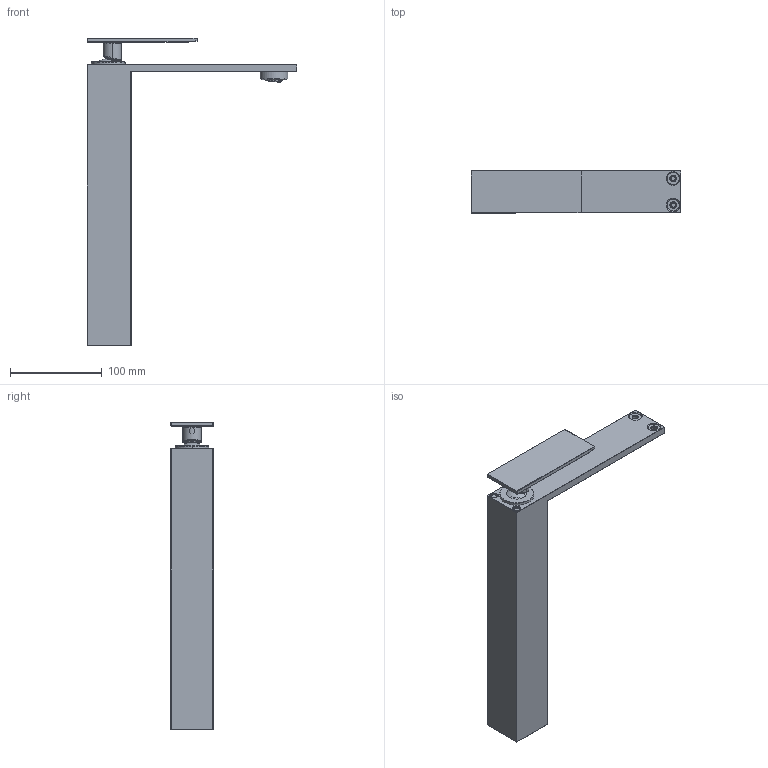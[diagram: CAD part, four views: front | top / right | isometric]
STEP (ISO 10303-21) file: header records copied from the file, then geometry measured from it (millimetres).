
FILE_DESCRIPTION(/* description */ ('AP214 STEP file'),/* implementation_level */ '2;1');
FILE_NAME(/* name */ '1047440000_out.stp',/* time_stamp */ '2024-12-19T09:27:39+01:00',/* author */ (''),/* organization */ (''),/* preprocessor_version */ 'ST-DEVELOPER v18.1',/* originating_system */ 'Elysium Co. Ltd. STEP Translator v8.3.0.0',/* authorisation */ '');
FILE_SCHEMA (('AUTOMOTIVE_DESIGN { 1 0 10303 214 3 1 1 }'));
Products named in the file (1): 1047440000_extract
Bounding box: 229 x 46 x 335.07 mm (x, y, z)
Volume: 778249.3 mm3; surface area: 99708.5 mm2
Topology: 1 solids, 1 shells, 1884 faces, 4903 edges, 2985 vertices
Faces by surface type: plane 894, cylinder 553, bspline 337, cone 35, torus 35, sphere 28, extrusion 2
Entity records: 68534 total; most frequent: CARTESIAN_POINT 17080, ORIENTED_EDGE 9802, EDGE_CURVE 4901, STYLED_ITEM 3768, VERTEX_POINT 2985, VECTOR 2525, LINE 2523, AXIS2_PLACEMENT_3D 2080
